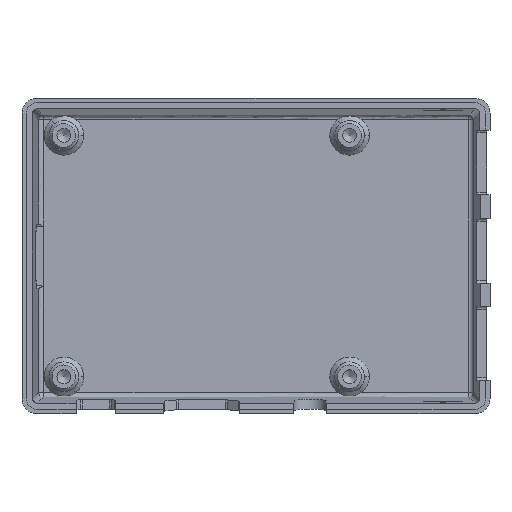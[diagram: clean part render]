
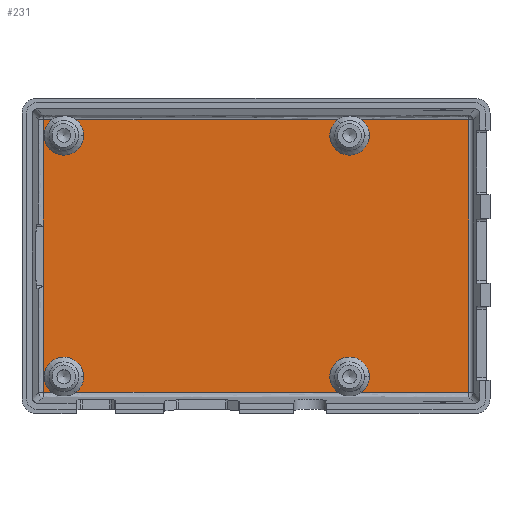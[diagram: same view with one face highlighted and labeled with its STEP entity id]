
A CAD part, top view. The second image highlights one B-rep face of the part: STEP entity #231.
In plain terms, the highlighted planar face has unit normal (0, 0, 1).
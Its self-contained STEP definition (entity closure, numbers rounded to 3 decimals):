
#108 = VERTEX_POINT('',#109);
#109 = CARTESIAN_POINT('',(23.,-24.5,4.5));
#115 = EDGE_CURVE('',#108,#116,#118,.T.);
#116 = VERTEX_POINT('',#117);
#117 = CARTESIAN_POINT('',(16.576,-27.682,4.5));
#118 = CIRCLE('',#119,4.);
#119 = AXIS2_PLACEMENT_3D('',#120,#121,#122);
#120 = CARTESIAN_POINT('',(19.,-24.5,4.5));
#121 = DIRECTION('',(0.,0.,1.));
#122 = DIRECTION('',(1.,0.,0.));
#142 = VERTEX_POINT('',#143);
#143 = CARTESIAN_POINT('',(21.424,-27.682,4.5));
#198 = EDGE_CURVE('',#142,#108,#199,.T.);
#199 = CIRCLE('',#200,4.);
#200 = AXIS2_PLACEMENT_3D('',#201,#202,#203);
#201 = CARTESIAN_POINT('',(19.,-24.5,4.5));
#202 = DIRECTION('',(0.,0.,1.));
#203 = DIRECTION('',(1.,0.,0.));
#231 = ADVANCED_FACE('',(#232),#368,.F.);
#232 = FACE_BOUND('',#233,.F.);
#233 = EDGE_LOOP('',(#234,#244,#245,#246,#256,#265,#274,#284,#294,#304,
    #313,#322,#332,#341,#350,#360));
#234 = ORIENTED_EDGE('',*,*,#235,.T.);
#235 = EDGE_CURVE('',#236,#142,#238,.T.);
#236 = VERTEX_POINT('',#237);
#237 = CARTESIAN_POINT('',(43.182,-27.682,4.5));
#238 = B_SPLINE_CURVE_WITH_KNOTS('',2,(#239,#240,#241,#242,#243),
  .UNSPECIFIED.,.F.,.F.,(3,1,1,3),(-3.345,-0.109,
    88.239,91.475),.UNSPECIFIED.);
#239 = CARTESIAN_POINT('',(47.41,-27.682,4.5));
#240 = CARTESIAN_POINT('',(45.792,-27.682,4.5));
#241 = CARTESIAN_POINT('',(0.,-27.682,4.5));
#242 = CARTESIAN_POINT('',(-45.792,-27.682,4.5));
#243 = CARTESIAN_POINT('',(-47.41,-27.682,4.5));
#244 = ORIENTED_EDGE('',*,*,#198,.T.);
#245 = ORIENTED_EDGE('',*,*,#115,.T.);
#246 = ORIENTED_EDGE('',*,*,#247,.T.);
#247 = EDGE_CURVE('',#116,#248,#250,.T.);
#248 = VERTEX_POINT('',#249);
#249 = CARTESIAN_POINT('',(-36.576,-27.682,4.5));
#250 = B_SPLINE_CURVE_WITH_KNOTS('',2,(#251,#252,#253,#254,#255),
  .UNSPECIFIED.,.F.,.F.,(3,1,1,3),(-3.345,-0.109,
    88.239,91.475),.UNSPECIFIED.);
#251 = CARTESIAN_POINT('',(47.41,-27.682,4.5));
#252 = CARTESIAN_POINT('',(45.792,-27.682,4.5));
#253 = CARTESIAN_POINT('',(0.,-27.682,4.5));
#254 = CARTESIAN_POINT('',(-45.792,-27.682,4.5));
#255 = CARTESIAN_POINT('',(-47.41,-27.682,4.5));
#256 = ORIENTED_EDGE('',*,*,#257,.T.);
#257 = EDGE_CURVE('',#248,#258,#260,.T.);
#258 = VERTEX_POINT('',#259);
#259 = CARTESIAN_POINT('',(-35.,-24.5,4.5));
#260 = CIRCLE('',#261,4.);
#261 = AXIS2_PLACEMENT_3D('',#262,#263,#264);
#262 = CARTESIAN_POINT('',(-39.,-24.5,4.5));
#263 = DIRECTION('',(0.,0.,1.));
#264 = DIRECTION('',(1.,0.,0.));
#265 = ORIENTED_EDGE('',*,*,#266,.T.);
#266 = EDGE_CURVE('',#258,#267,#269,.T.);
#267 = VERTEX_POINT('',#268);
#268 = CARTESIAN_POINT('',(-41.424,-27.682,4.5));
#269 = CIRCLE('',#270,4.);
#270 = AXIS2_PLACEMENT_3D('',#271,#272,#273);
#271 = CARTESIAN_POINT('',(-39.,-24.5,4.5));
#272 = DIRECTION('',(0.,0.,1.));
#273 = DIRECTION('',(1.,0.,0.));
#274 = ORIENTED_EDGE('',*,*,#275,.T.);
#275 = EDGE_CURVE('',#267,#276,#278,.T.);
#276 = VERTEX_POINT('',#277);
#277 = CARTESIAN_POINT('',(-43.182,-27.682,4.5));
#278 = B_SPLINE_CURVE_WITH_KNOTS('',2,(#279,#280,#281,#282,#283),
  .UNSPECIFIED.,.F.,.F.,(3,1,1,3),(-3.345,-0.109,
    88.239,91.475),.UNSPECIFIED.);
#279 = CARTESIAN_POINT('',(47.41,-27.682,4.5));
#280 = CARTESIAN_POINT('',(45.792,-27.682,4.5));
#281 = CARTESIAN_POINT('',(0.,-27.682,4.5));
#282 = CARTESIAN_POINT('',(-45.792,-27.682,4.5));
#283 = CARTESIAN_POINT('',(-47.41,-27.682,4.5));
#284 = ORIENTED_EDGE('',*,*,#285,.T.);
#285 = EDGE_CURVE('',#276,#286,#288,.T.);
#286 = VERTEX_POINT('',#287);
#287 = CARTESIAN_POINT('',(-43.182,27.682,4.5));
#288 = B_SPLINE_CURVE_WITH_KNOTS('',2,(#289,#290,#291,#292,#293),
  .UNSPECIFIED.,.F.,.F.,(3,1,1,3),(-2.207,-0.109,
    57.239,59.337),.UNSPECIFIED.);
#289 = CARTESIAN_POINT('',(-43.182,-30.772,4.5));
#290 = CARTESIAN_POINT('',(-43.182,-29.723,4.5));
#291 = CARTESIAN_POINT('',(-43.182,0.,4.5));
#292 = CARTESIAN_POINT('',(-43.182,29.723,4.5));
#293 = CARTESIAN_POINT('',(-43.182,30.772,4.5));
#294 = ORIENTED_EDGE('',*,*,#295,.T.);
#295 = EDGE_CURVE('',#286,#296,#298,.T.);
#296 = VERTEX_POINT('',#297);
#297 = CARTESIAN_POINT('',(-41.424,27.682,4.5));
#298 = B_SPLINE_CURVE_WITH_KNOTS('',2,(#299,#300,#301,#302,#303),
  .UNSPECIFIED.,.F.,.F.,(3,1,1,3),(-3.345,-0.109,
    88.239,91.475),.UNSPECIFIED.);
#299 = CARTESIAN_POINT('',(-47.41,27.682,4.5));
#300 = CARTESIAN_POINT('',(-45.792,27.682,4.5));
#301 = CARTESIAN_POINT('',(0.,27.682,4.5));
#302 = CARTESIAN_POINT('',(45.792,27.682,4.5));
#303 = CARTESIAN_POINT('',(47.41,27.682,4.5));
#304 = ORIENTED_EDGE('',*,*,#305,.T.);
#305 = EDGE_CURVE('',#296,#306,#308,.T.);
#306 = VERTEX_POINT('',#307);
#307 = CARTESIAN_POINT('',(-35.,24.5,4.5));
#308 = CIRCLE('',#309,4.);
#309 = AXIS2_PLACEMENT_3D('',#310,#311,#312);
#310 = CARTESIAN_POINT('',(-39.,24.5,4.5));
#311 = DIRECTION('',(0.,0.,1.));
#312 = DIRECTION('',(1.,0.,0.));
#313 = ORIENTED_EDGE('',*,*,#314,.T.);
#314 = EDGE_CURVE('',#306,#315,#317,.T.);
#315 = VERTEX_POINT('',#316);
#316 = CARTESIAN_POINT('',(-36.576,27.682,4.5));
#317 = CIRCLE('',#318,4.);
#318 = AXIS2_PLACEMENT_3D('',#319,#320,#321);
#319 = CARTESIAN_POINT('',(-39.,24.5,4.5));
#320 = DIRECTION('',(0.,0.,1.));
#321 = DIRECTION('',(1.,0.,0.));
#322 = ORIENTED_EDGE('',*,*,#323,.T.);
#323 = EDGE_CURVE('',#315,#324,#326,.T.);
#324 = VERTEX_POINT('',#325);
#325 = CARTESIAN_POINT('',(16.576,27.682,4.5));
#326 = B_SPLINE_CURVE_WITH_KNOTS('',2,(#327,#328,#329,#330,#331),
  .UNSPECIFIED.,.F.,.F.,(3,1,1,3),(-3.345,-0.109,
    88.239,91.475),.UNSPECIFIED.);
#327 = CARTESIAN_POINT('',(-47.41,27.682,4.5));
#328 = CARTESIAN_POINT('',(-45.792,27.682,4.5));
#329 = CARTESIAN_POINT('',(0.,27.682,4.5));
#330 = CARTESIAN_POINT('',(45.792,27.682,4.5));
#331 = CARTESIAN_POINT('',(47.41,27.682,4.5));
#332 = ORIENTED_EDGE('',*,*,#333,.T.);
#333 = EDGE_CURVE('',#324,#334,#336,.T.);
#334 = VERTEX_POINT('',#335);
#335 = CARTESIAN_POINT('',(23.,24.5,4.5));
#336 = CIRCLE('',#337,4.);
#337 = AXIS2_PLACEMENT_3D('',#338,#339,#340);
#338 = CARTESIAN_POINT('',(19.,24.5,4.5));
#339 = DIRECTION('',(0.,0.,1.));
#340 = DIRECTION('',(1.,0.,0.));
#341 = ORIENTED_EDGE('',*,*,#342,.T.);
#342 = EDGE_CURVE('',#334,#343,#345,.T.);
#343 = VERTEX_POINT('',#344);
#344 = CARTESIAN_POINT('',(21.424,27.682,4.5));
#345 = CIRCLE('',#346,4.);
#346 = AXIS2_PLACEMENT_3D('',#347,#348,#349);
#347 = CARTESIAN_POINT('',(19.,24.5,4.5));
#348 = DIRECTION('',(0.,0.,1.));
#349 = DIRECTION('',(1.,0.,0.));
#350 = ORIENTED_EDGE('',*,*,#351,.T.);
#351 = EDGE_CURVE('',#343,#352,#354,.T.);
#352 = VERTEX_POINT('',#353);
#353 = CARTESIAN_POINT('',(43.182,27.682,4.5));
#354 = B_SPLINE_CURVE_WITH_KNOTS('',2,(#355,#356,#357,#358,#359),
  .UNSPECIFIED.,.F.,.F.,(3,1,1,3),(-3.345,-0.109,
    88.239,91.475),.UNSPECIFIED.);
#355 = CARTESIAN_POINT('',(-47.41,27.682,4.5));
#356 = CARTESIAN_POINT('',(-45.792,27.682,4.5));
#357 = CARTESIAN_POINT('',(0.,27.682,4.5));
#358 = CARTESIAN_POINT('',(45.792,27.682,4.5));
#359 = CARTESIAN_POINT('',(47.41,27.682,4.5));
#360 = ORIENTED_EDGE('',*,*,#361,.T.);
#361 = EDGE_CURVE('',#352,#236,#362,.T.);
#362 = B_SPLINE_CURVE_WITH_KNOTS('',2,(#363,#364,#365,#366,#367),
  .UNSPECIFIED.,.F.,.F.,(3,1,1,3),(-2.207,-0.109,
    57.239,59.337),.UNSPECIFIED.);
#363 = CARTESIAN_POINT('',(43.182,30.772,4.5));
#364 = CARTESIAN_POINT('',(43.182,29.723,4.5));
#365 = CARTESIAN_POINT('',(43.182,0.,4.5));
#366 = CARTESIAN_POINT('',(43.182,-29.723,4.5));
#367 = CARTESIAN_POINT('',(43.182,-30.772,4.5));
#368 = PLANE('',#369);
#369 = AXIS2_PLACEMENT_3D('',#370,#371,#372);
#370 = CARTESIAN_POINT('',(0.,0.,4.5));
#371 = DIRECTION('',(0.,0.,-1.));
#372 = DIRECTION('',(0.,-1.,0.));
